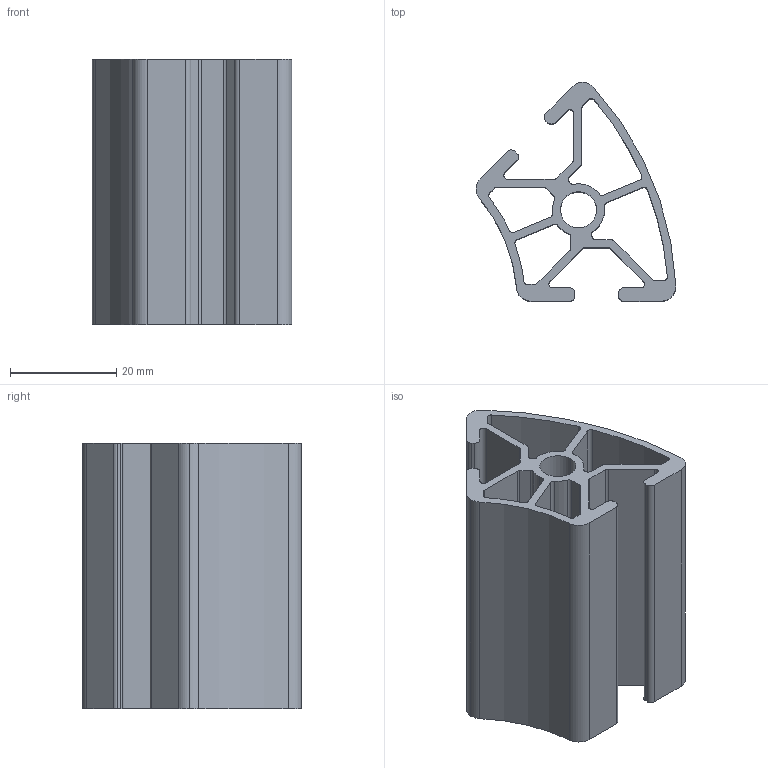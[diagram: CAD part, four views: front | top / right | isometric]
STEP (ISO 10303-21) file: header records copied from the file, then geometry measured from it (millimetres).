
FILE_DESCRIPTION (( 'STEP AP214' ), '1' );
FILE_NAME ('BASE08H0028-Profilé 8 R30_60-45°.step', '2023-03-24T09:51:17', ( 'Altae' ), ( '' ), 'SwSTEP 2.0', 'SolidWorks 2021', '' );
FILE_SCHEMA (( 'AUTOMOTIVE_DESIGN' ));
Length unit declared in the file: millimetre
Products named in the file (1): BASE08H0028-Profilé 8 R30_60-45°
Bounding box: 37.66 x 41.24 x 50 mm (x, y, z)
Volume: 18328.5 mm3; surface area: 19565.8 mm2
Topology: 1 solids, 1 shells, 106 faces, 312 edges, 208 vertices
Faces by surface type: cylinder 70, plane 36
Entity records: 3650 total; most frequent: DIRECTION 666, CARTESIAN_POINT 627, ORIENTED_EDGE 624, EDGE_CURVE 312, AXIS2_PLACEMENT_3D 247, VERTEX_POINT 208, VECTOR 172, LINE 172
